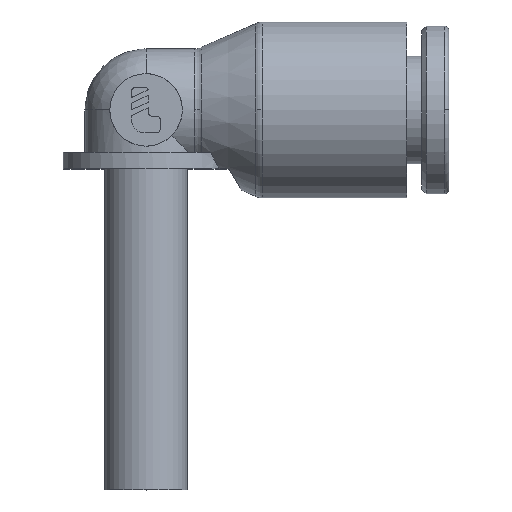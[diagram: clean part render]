
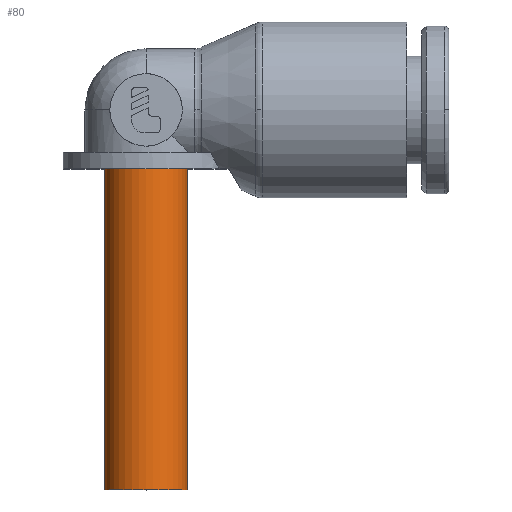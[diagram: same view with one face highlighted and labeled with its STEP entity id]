
A CAD part, top view. The second image highlights one B-rep face of the part: STEP entity #80.
In plain terms, the highlighted cylindrical face has radius 2 mm (diameter 4 mm), a partial arc.
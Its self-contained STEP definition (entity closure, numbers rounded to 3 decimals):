
#27=DIRECTION('',(1.0,0.0,0.0));
#80=ADVANCED_FACE('',(#190),#113,.T.);
#113=CYLINDRICAL_SURFACE('',#234,2.0);
#190=FACE_OUTER_BOUND('',#309,.T.);
#234=AXIS2_PLACEMENT_3D('',#402,#403,#27);
#309=EDGE_LOOP('',(#663,#664,#665,#666));
#367=DIRECTION('',(0.0,1.0,0.0));
#402=CARTESIAN_POINT('',(0.0,-9.175,0.0));
#403=DIRECTION('',(0.0,-1.0,-0.0));
#464=DIRECTION('',(0.0,-1.0,0.0));
#658=DIRECTION('',(-0.0,1.0,0.0));
#663=ORIENTED_EDGE('',*,*,#795,.T.);
#664=ORIENTED_EDGE('',*,*,#909,.F.);
#665=ORIENTED_EDGE('',*,*,#797,.T.);
#666=ORIENTED_EDGE('',*,*,#910,.F.);
#680=CARTESIAN_POINT('',(0.0,-18.35,0.0));
#795=EDGE_CURVE('',#995,#996,#997,.T.);
#797=EDGE_CURVE('',#1000,#998,#1001,.T.);
#909=EDGE_CURVE('',#1000,#996,#1003,.T.);
#910=EDGE_CURVE('',#995,#998,#999,.T.);
#995=VERTEX_POINT('',#1268);
#996=VERTEX_POINT('',#1269);
#997=LINE('',#1270,#1271);
#998=VERTEX_POINT('',#1272);
#999=CIRCLE('',#1273,2.0);
#1000=VERTEX_POINT('',#1274);
#1001=LINE('',#1275,#1276);
#1003=CIRCLE('',#1278,2.0);
#1268=CARTESIAN_POINT('',(2.0,-18.35,0.0));
#1269=CARTESIAN_POINT('',(2.0,-2.85,0.));
#1270=CARTESIAN_POINT('',(2.0,-9.175,0.));
#1271=VECTOR('',#367,1.0);
#1272=CARTESIAN_POINT('',(-2.0,-18.35,0.));
#1273=AXIS2_PLACEMENT_3D('',#680,#464,#27);
#1274=CARTESIAN_POINT('',(-2.0,-2.85,0.));
#1275=CARTESIAN_POINT('',(-2.0,-9.175,0.));
#1276=VECTOR('',#1538,1.0);
#1278=AXIS2_PLACEMENT_3D('',#1539,#658,#27);
#1538=DIRECTION('',(-0.0,-1.0,-0.0));
#1539=CARTESIAN_POINT('',(0.0,-2.85,0.0));
